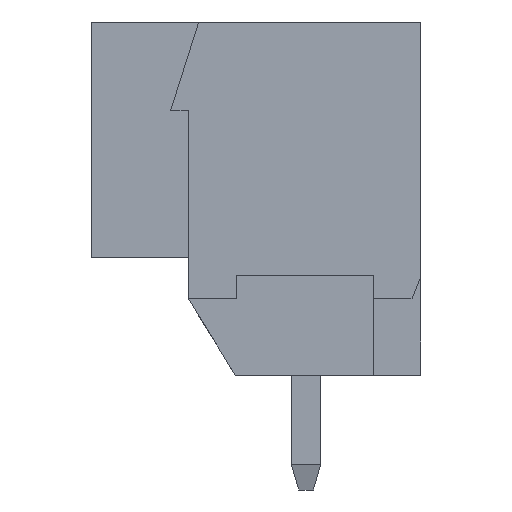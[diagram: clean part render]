
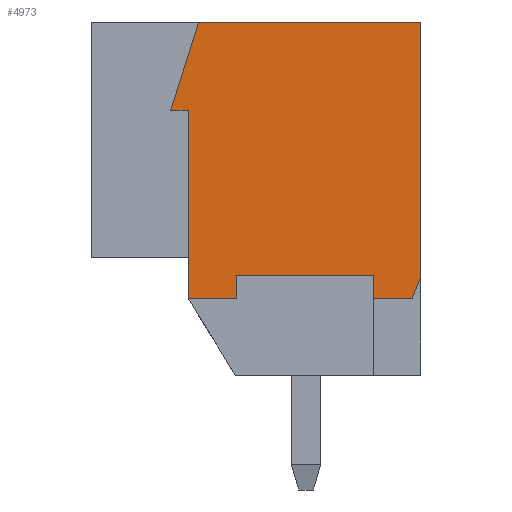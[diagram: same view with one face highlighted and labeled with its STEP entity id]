
A CAD part, left-side view. The second image highlights one B-rep face of the part: STEP entity #4973.
In plain terms, the highlighted planar face has unit normal (-1, 0, 0).
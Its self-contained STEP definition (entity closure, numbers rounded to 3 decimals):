
#810=ORIENTED_EDGE('',*,*,#2098,.F.);
#811=ORIENTED_EDGE('',*,*,#1870,.T.);
#812=ORIENTED_EDGE('',*,*,#1704,.T.);
#813=ORIENTED_EDGE('',*,*,#1823,.T.);
#814=ORIENTED_EDGE('',*,*,#1825,.T.);
#815=ORIENTED_EDGE('',*,*,#1684,.T.);
#816=ORIENTED_EDGE('',*,*,#2099,.F.);
#817=ORIENTED_EDGE('',*,*,#2100,.F.);
#818=ORIENTED_EDGE('',*,*,#2101,.F.);
#819=ORIENTED_EDGE('',*,*,#2089,.F.);
#820=ORIENTED_EDGE('',*,*,#2102,.F.);
#1684=EDGE_CURVE('',#2397,#2396,#2863,.T.);
#1704=EDGE_CURVE('',#2415,#2414,#2883,.T.);
#1823=EDGE_CURVE('',#2414,#2508,#2996,.T.);
#1825=EDGE_CURVE('',#2508,#2397,#2998,.T.);
#1870=EDGE_CURVE('',#2538,#2415,#3043,.T.);
#2089=EDGE_CURVE('',#2674,#2675,#3256,.T.);
#2098=EDGE_CURVE('',#2538,#2682,#3265,.T.);
#2099=EDGE_CURVE('',#2683,#2396,#3266,.T.);
#2100=EDGE_CURVE('',#2684,#2683,#3267,.T.);
#2101=EDGE_CURVE('',#2675,#2684,#3268,.T.);
#2102=EDGE_CURVE('',#2682,#2674,#3269,.T.);
#2396=VERTEX_POINT('',#6970);
#2397=VERTEX_POINT('',#6972);
#2414=VERTEX_POINT('',#7009);
#2415=VERTEX_POINT('',#7011);
#2508=VERTEX_POINT('',#7241);
#2538=VERTEX_POINT('',#7329);
#2674=VERTEX_POINT('',#7734);
#2675=VERTEX_POINT('',#7736);
#2682=VERTEX_POINT('',#7754);
#2683=VERTEX_POINT('',#7756);
#2684=VERTEX_POINT('',#7758);
#2863=LINE('',#6971,#3552);
#2883=LINE('',#7010,#3572);
#2996=LINE('',#7242,#3685);
#2998=LINE('',#7245,#3687);
#3043=LINE('',#7328,#3732);
#3256=LINE('',#7735,#3945);
#3265=LINE('',#7753,#3954);
#3266=LINE('',#7755,#3955);
#3267=LINE('',#7757,#3956);
#3268=LINE('',#7759,#3957);
#3269=LINE('',#7760,#3958);
#3552=VECTOR('',#5607,1000.);
#3572=VECTOR('',#5629,1000.);
#3685=VECTOR('',#5792,1000.);
#3687=VECTOR('',#5796,1000.);
#3732=VECTOR('',#5859,1000.);
#3945=VECTOR('',#6186,1000.);
#3954=VECTOR('',#6199,1000.);
#3955=VECTOR('',#6200,1000.);
#3956=VECTOR('',#6201,1000.);
#3957=VECTOR('',#6202,1000.);
#3958=VECTOR('',#6203,1000.);
#4222=EDGE_LOOP('',(#810,#811,#812,#813,#814,#815,#816,#817,#818,#819,#820));
#4487=FACE_BOUND('',#4222,.T.);
#4745=PLANE('',#5276);
#4973=ADVANCED_FACE('',(#4487),#4745,.T.);
#5276=AXIS2_PLACEMENT_3D('',#7752,#6197,#6198);
#5607=DIRECTION('',(0.,0.,-1.));
#5629=DIRECTION('',(0.,1.,0.));
#5792=DIRECTION('',(0.,0.302,-0.953));
#5796=DIRECTION('',(0.,-1.,0.));
#5859=DIRECTION('',(0.,0.,1.));
#6186=DIRECTION('',(0.,0.,1.));
#6197=DIRECTION('',(-1.,0.,0.));
#6198=DIRECTION('',(0.,0.,1.));
#6199=DIRECTION('',(0.,0.371,-0.928));
#6200=DIRECTION('',(0.,1.,0.));
#6201=DIRECTION('',(0.,0.,-1.));
#6202=DIRECTION('',(0.,1.,0.));
#6203=DIRECTION('',(0.,1.,0.));
#6970=CARTESIAN_POINT('',(-16.7,4.125,-3.4));
#6971=CARTESIAN_POINT('',(-16.7,4.125,3.));
#6972=CARTESIAN_POINT('',(-16.7,4.125,3.));
#7009=CARTESIAN_POINT('',(-16.7,3.775,6.));
#7010=CARTESIAN_POINT('',(-16.7,-3.775,6.));
#7011=CARTESIAN_POINT('',(-16.7,-3.775,6.));
#7241=CARTESIAN_POINT('',(-16.7,4.725,3.));
#7242=CARTESIAN_POINT('',(-16.7,3.775,6.));
#7245=CARTESIAN_POINT('',(-16.7,4.725,3.));
#7328=CARTESIAN_POINT('',(-16.7,-3.775,-6.));
#7329=CARTESIAN_POINT('',(-16.7,-3.775,-2.65));
#7734=CARTESIAN_POINT('',(-16.7,-2.175,-3.4));
#7735=CARTESIAN_POINT('',(-16.7,-2.175,-3.4));
#7736=CARTESIAN_POINT('',(-16.7,-2.175,-2.6));
#7752=CARTESIAN_POINT('',(-16.7,0.,0.));
#7753=CARTESIAN_POINT('',(-16.7,-3.775,-2.65));
#7754=CARTESIAN_POINT('',(-16.7,-3.475,-3.4));
#7755=CARTESIAN_POINT('',(-16.7,2.475,-3.4));
#7756=CARTESIAN_POINT('',(-16.7,2.475,-3.4));
#7757=CARTESIAN_POINT('',(-16.7,2.475,-2.6));
#7758=CARTESIAN_POINT('',(-16.7,2.475,-2.6));
#7759=CARTESIAN_POINT('',(-16.7,-2.175,-2.6));
#7760=CARTESIAN_POINT('',(-16.7,-3.475,-3.4));
